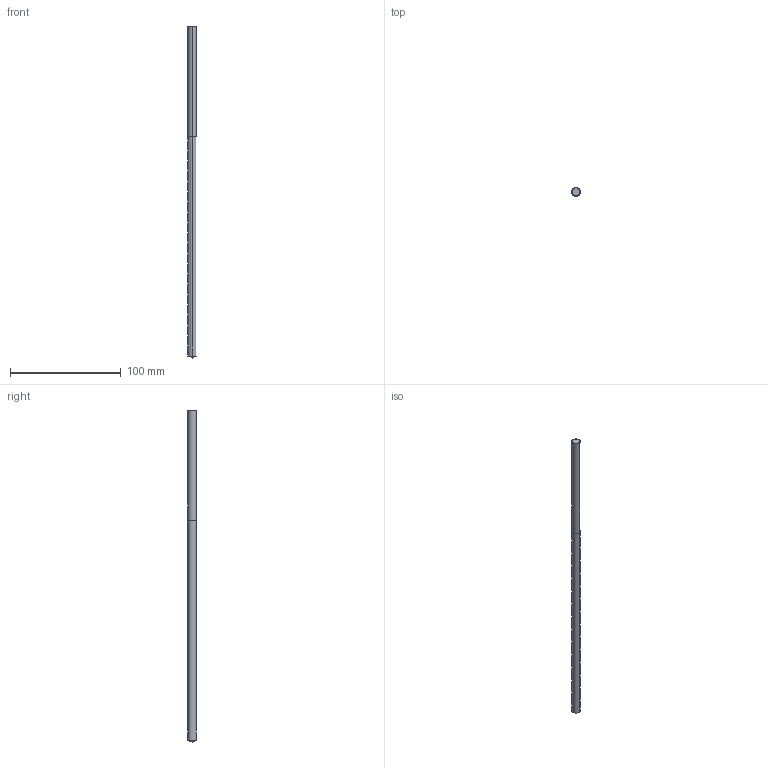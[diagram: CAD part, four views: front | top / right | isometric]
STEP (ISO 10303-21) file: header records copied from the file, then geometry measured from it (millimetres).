
FILE_DESCRIPTION(('no description'),'unknown implementation level');
FILE_NAME('8604277.stp',' ',('CIM GmbH Aachen'),('CADClick - KiM GmbH - www.kimweb.de'),'unknown preprocess','ACIS','unknown authorization');
FILE_SCHEMA(('automotive_design'));
Length unit declared in the file: millimetre
Products named in the file (2): 1; 2
Bounding box: 7.7 x 7.7 x 300 mm (x, y, z)
Volume: 13911.6 mm3; surface area: 7400.4 mm2
Topology: 2 solids, 2 shells, 24 faces, 59 edges, 37 vertices
Faces by surface type: cylinder 10, plane 8, cone 6
Entity records: 1625 total; most frequent: CARTESIAN_POINT 364, STYLED_ITEM 120, PRESENTATION_STYLE_ASSIGNMENT 120, COLOUR_RGB 120, DIRECTION 115, ORIENTED_EDGE 114, EDGE_CURVE 57, CURVE_STYLE 57
